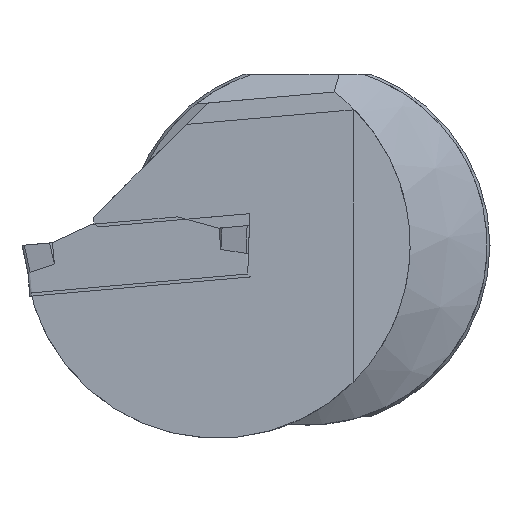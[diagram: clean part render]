
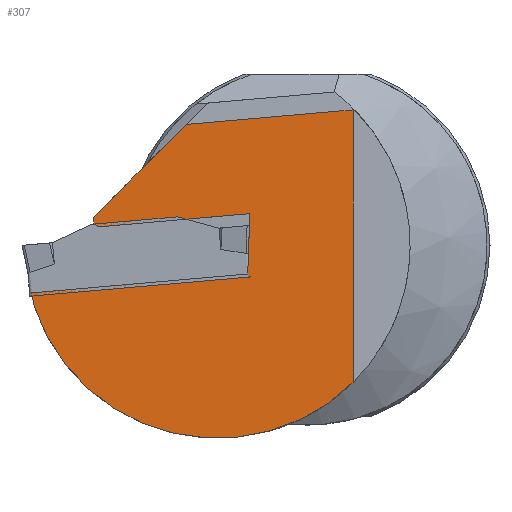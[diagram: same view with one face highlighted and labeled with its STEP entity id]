
A CAD part, left-side view. The second image highlights one B-rep face of the part: STEP entity #307.
In plain terms, the highlighted planar face has unit normal (-1, 0, 0).
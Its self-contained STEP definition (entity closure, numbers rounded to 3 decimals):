
#307=ADVANCED_FACE('',(#401),#361,.T.);
#361=PLANE('',#1264);
#401=FACE_OUTER_BOUND('',#456,.T.);
#456=EDGE_LOOP('',(#557,#558,#559,#560,#561,#562,#563,#564,#565));
#517=CIRCLE('',#1262,16.9);
#518=CIRCLE('',#1263,0.6);
#557=ORIENTED_EDGE('',*,*,#941,.T.);
#558=ORIENTED_EDGE('',*,*,#942,.F.);
#559=ORIENTED_EDGE('',*,*,#943,.F.);
#560=ORIENTED_EDGE('',*,*,#944,.T.);
#561=ORIENTED_EDGE('',*,*,#945,.F.);
#562=ORIENTED_EDGE('',*,*,#946,.F.);
#563=ORIENTED_EDGE('',*,*,#947,.T.);
#564=ORIENTED_EDGE('',*,*,#948,.T.);
#565=ORIENTED_EDGE('',*,*,#949,.T.);
#843=VERTEX_POINT('',#1726);
#844=VERTEX_POINT('',#1727);
#845=VERTEX_POINT('',#1729);
#846=VERTEX_POINT('',#1731);
#847=VERTEX_POINT('',#1733);
#848=VERTEX_POINT('',#1735);
#849=VERTEX_POINT('',#1737);
#850=VERTEX_POINT('',#1739);
#851=VERTEX_POINT('',#1741);
#941=EDGE_CURVE('',#843,#844,#1071,.T.);
#942=EDGE_CURVE('',#845,#844,#1072,.T.);
#943=EDGE_CURVE('',#846,#845,#517,.T.);
#944=EDGE_CURVE('',#846,#847,#1073,.T.);
#945=EDGE_CURVE('',#848,#847,#1074,.T.);
#946=EDGE_CURVE('',#849,#848,#1075,.T.);
#947=EDGE_CURVE('',#849,#850,#518,.T.);
#948=EDGE_CURVE('',#850,#851,#1076,.T.);
#949=EDGE_CURVE('',#851,#843,#1077,.T.);
#1071=LINE('',#1725,#1163);
#1072=LINE('',#1728,#1164);
#1073=LINE('',#1732,#1165);
#1074=LINE('',#1734,#1166);
#1075=LINE('',#1736,#1167);
#1076=LINE('',#1740,#1168);
#1077=LINE('',#1742,#1169);
#1163=VECTOR('',#1381,1.);
#1164=VECTOR('',#1382,1.);
#1165=VECTOR('',#1385,1.);
#1166=VECTOR('',#1386,1.);
#1167=VECTOR('',#1387,1.);
#1168=VECTOR('',#1390,1.);
#1169=VECTOR('',#1391,1.);
#1262=AXIS2_PLACEMENT_3D('',#1730,#1383,#1384);
#1263=AXIS2_PLACEMENT_3D('',#1738,#1388,#1389);
#1264=AXIS2_PLACEMENT_3D('',#1743,#1392,#1393);
#1381=DIRECTION('',(0.,0.996,-0.087));
#1382=DIRECTION('',(0.,0.208,0.978));
#1383=DIRECTION('',(1.,0.,0.));
#1384=DIRECTION('',(0.,0.,1.));
#1385=DIRECTION('',(0.,0.,1.));
#1386=DIRECTION('',(0.,-0.996,0.087));
#1387=DIRECTION('',(0.,-0.707,0.707));
#1388=DIRECTION('',(-1.,0.,0.));
#1389=DIRECTION('',(0.,1.,0.));
#1390=DIRECTION('',(0.,-0.996,0.087));
#1391=DIRECTION('',(0.,0.035,-0.999));
#1392=DIRECTION('',(-1.,0.,0.));
#1393=DIRECTION('',(0.,0.,1.));
#1725=CARTESIAN_POINT('',(0.35,25.541,-4.288));
#1726=CARTESIAN_POINT('',(0.35,5.225,-2.511));
#1727=CARTESIAN_POINT('',(0.35,24.167,-4.168));
#1728=CARTESIAN_POINT('',(0.35,23.97,-5.095));
#1729=CARTESIAN_POINT('',(0.35,23.891,-5.467));
#1730=CARTESIAN_POINT('',(0.35,7.9,0.));
#1731=CARTESIAN_POINT('',(0.35,-4.,-12.));
#1732=CARTESIAN_POINT('',(0.35,-4.,-341.216));
#1733=CARTESIAN_POINT('',(0.35,-4.,11.871));
#1734=CARTESIAN_POINT('',(0.35,1.,11.433));
#1735=CARTESIAN_POINT('',(0.35,10.587,10.594));
#1736=CARTESIAN_POINT('',(0.35,10.591,10.591));
#1737=CARTESIAN_POINT('',(0.35,18.734,2.448));
#1738=CARTESIAN_POINT('',(0.35,18.175,2.228));
#1739=CARTESIAN_POINT('',(0.35,18.123,1.631));
#1740=CARTESIAN_POINT('',(0.35,10.478,2.299));
#1741=CARTESIAN_POINT('',(0.35,5.04,2.775));
#1742=CARTESIAN_POINT('',(0.35,5.107,0.873));
#1743=CARTESIAN_POINT('',(0.35,0.,0.));
